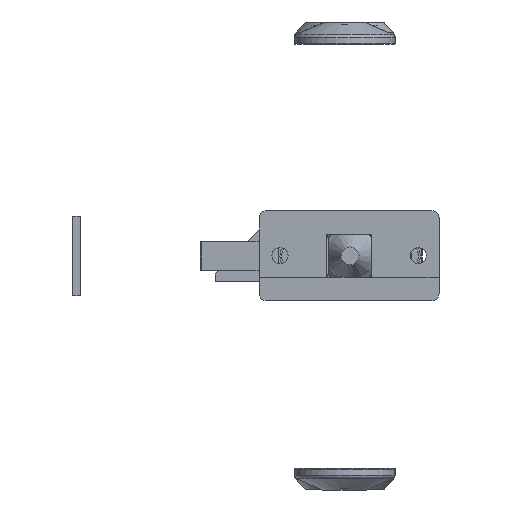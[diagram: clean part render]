
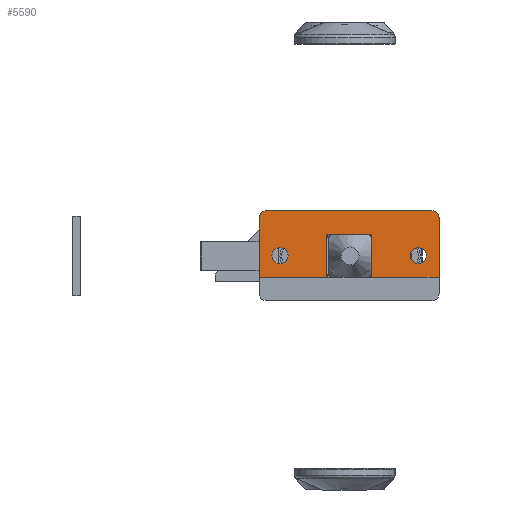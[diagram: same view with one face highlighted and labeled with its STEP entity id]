
A CAD part, front view. The second image highlights one B-rep face of the part: STEP entity #5590.
In plain terms, the highlighted face is planar.
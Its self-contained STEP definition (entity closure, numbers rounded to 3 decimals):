
#269=FACE_BOUND('',#1309,.T.);
#270=FACE_BOUND('',#1310,.T.);
#504=CIRCLE('',#6438,0.025);
#507=CIRCLE('',#6450,0.025);
#525=CIRCLE('',#6478,0.2);
#526=CIRCLE('',#6481,0.2);
#529=CIRCLE('',#6489,0.225);
#530=CIRCLE('',#6490,0.225);
#531=CIRCLE('',#6491,0.225);
#532=CIRCLE('',#6492,0.225);
#954=FACE_OUTER_BOUND('',#1308,.T.);
#1308=EDGE_LOOP('',(#4821,#4822,#4823,#4824,#4825,#4826,#4827,#4828,#4829,
#4830,#4831,#4832));
#1309=EDGE_LOOP('',(#4833,#4834));
#1310=EDGE_LOOP('',(#4835,#4836));
#1688=LINE('',#10034,#2135);
#1695=LINE('',#10082,#2142);
#1706=LINE('',#10164,#2153);
#1712=LINE('',#10177,#2159);
#1717=LINE('',#10192,#2164);
#1720=LINE('',#10200,#2167);
#1722=LINE('',#10203,#2169);
#1723=LINE('',#10204,#2170);
#2135=VECTOR('',#7888,1.);
#2142=VECTOR('',#7913,1.);
#2153=VECTOR('',#7980,1.);
#2159=VECTOR('',#7992,1.);
#2164=VECTOR('',#8011,1.);
#2167=VECTOR('',#8016,1.);
#2169=VECTOR('',#8020,1.);
#2170=VECTOR('',#8021,1.);
#2642=VERTEX_POINT('',#10024);
#2643=VERTEX_POINT('',#10026);
#2645=VERTEX_POINT('',#10032);
#2651=VERTEX_POINT('',#10079);
#2652=VERTEX_POINT('',#10081);
#2669=VERTEX_POINT('',#10161);
#2670=VERTEX_POINT('',#10163);
#2673=VERTEX_POINT('',#10171);
#2674=VERTEX_POINT('',#10175);
#2675=VERTEX_POINT('',#10179);
#2680=VERTEX_POINT('',#10197);
#2681=VERTEX_POINT('',#10199);
#2682=VERTEX_POINT('',#10205);
#2683=VERTEX_POINT('',#10206);
#2684=VERTEX_POINT('',#10209);
#2685=VERTEX_POINT('',#10210);
#3353=EDGE_CURVE('',#2642,#2643,#504,.T.);
#3357=EDGE_CURVE('',#2642,#2645,#1688,.T.);
#3369=EDGE_CURVE('',#2652,#2651,#1695,.T.);
#3371=EDGE_CURVE('',#2652,#2645,#507,.T.);
#3398=EDGE_CURVE('',#2670,#2669,#1706,.T.);
#3403=EDGE_CURVE('',#2669,#2673,#525,.T.);
#3405=EDGE_CURVE('',#2673,#2674,#1712,.T.);
#3407=EDGE_CURVE('',#2674,#2675,#526,.T.);
#3413=EDGE_CURVE('',#2651,#2670,#1717,.T.);
#3416=EDGE_CURVE('',#2681,#2680,#1720,.T.);
#3418=EDGE_CURVE('',#2675,#2681,#1722,.T.);
#3419=EDGE_CURVE('',#2680,#2643,#1723,.T.);
#3420=EDGE_CURVE('',#2682,#2683,#529,.T.);
#3421=EDGE_CURVE('',#2683,#2682,#530,.T.);
#3422=EDGE_CURVE('',#2684,#2685,#531,.T.);
#3423=EDGE_CURVE('',#2685,#2684,#532,.T.);
#4821=ORIENTED_EDGE('',*,*,#3403,.T.);
#4822=ORIENTED_EDGE('',*,*,#3405,.T.);
#4823=ORIENTED_EDGE('',*,*,#3407,.T.);
#4824=ORIENTED_EDGE('',*,*,#3418,.T.);
#4825=ORIENTED_EDGE('',*,*,#3416,.T.);
#4826=ORIENTED_EDGE('',*,*,#3419,.T.);
#4827=ORIENTED_EDGE('',*,*,#3353,.F.);
#4828=ORIENTED_EDGE('',*,*,#3357,.T.);
#4829=ORIENTED_EDGE('',*,*,#3371,.F.);
#4830=ORIENTED_EDGE('',*,*,#3369,.T.);
#4831=ORIENTED_EDGE('',*,*,#3413,.T.);
#4832=ORIENTED_EDGE('',*,*,#3398,.T.);
#4833=ORIENTED_EDGE('',*,*,#3420,.T.);
#4834=ORIENTED_EDGE('',*,*,#3421,.T.);
#4835=ORIENTED_EDGE('',*,*,#3422,.T.);
#4836=ORIENTED_EDGE('',*,*,#3423,.T.);
#5247=PLANE('',#6488);
#5590=ADVANCED_FACE('',(#954,#269,#270),#5247,.F.);
#6438=AXIS2_PLACEMENT_3D('',#10027,#7881,#7882);
#6450=AXIS2_PLACEMENT_3D('',#10085,#7917,#7918);
#6478=AXIS2_PLACEMENT_3D('',#10173,#7987,#7988);
#6481=AXIS2_PLACEMENT_3D('',#10181,#7996,#7997);
#6488=AXIS2_PLACEMENT_3D('',#10202,#8018,#8019);
#6489=AXIS2_PLACEMENT_3D('',#10207,#8022,#8023);
#6490=AXIS2_PLACEMENT_3D('',#10208,#8024,#8025);
#6491=AXIS2_PLACEMENT_3D('',#10211,#8026,#8027);
#6492=AXIS2_PLACEMENT_3D('',#10212,#8028,#8029);
#7881=DIRECTION('center_axis',(0.,0.,-1.));
#7882=DIRECTION('ref_axis',(0.707,0.707,0.));
#7888=DIRECTION('',(-1.,0.,0.));
#7913=DIRECTION('',(0.,-1.,0.));
#7917=DIRECTION('center_axis',(0.,0.,-1.));
#7918=DIRECTION('ref_axis',(-0.707,0.707,0.));
#7980=DIRECTION('',(0.,1.,0.));
#7987=DIRECTION('center_axis',(0.,0.,-1.));
#7988=DIRECTION('ref_axis',(-1.,0.,0.));
#7992=DIRECTION('',(1.,0.,0.));
#7996=DIRECTION('center_axis',(0.,0.,-1.));
#7997=DIRECTION('ref_axis',(0.,1.,0.));
#8011=DIRECTION('',(-1.,0.,0.));
#8016=DIRECTION('',(-1.,0.,0.));
#8018=DIRECTION('center_axis',(0.,0.,1.));
#8019=DIRECTION('ref_axis',(1.,0.,0.));
#8020=DIRECTION('',(0.,-1.,0.));
#8021=DIRECTION('',(0.,1.,0.));
#8022=DIRECTION('center_axis',(0.,0.,1.));
#8023=DIRECTION('ref_axis',(1.,0.,0.));
#8024=DIRECTION('center_axis',(0.,0.,1.));
#8025=DIRECTION('ref_axis',(1.,0.,0.));
#8026=DIRECTION('center_axis',(0.,0.,1.));
#8027=DIRECTION('ref_axis',(1.,0.,0.));
#8028=DIRECTION('center_axis',(0.,0.,1.));
#8029=DIRECTION('ref_axis',(1.,0.,0.));
#10024=CARTESIAN_POINT('',(0.595,0.6,-0.3));
#10026=CARTESIAN_POINT('',(0.62,0.575,-0.3));
#10027=CARTESIAN_POINT('Origin',(0.595,0.575,-0.3));
#10032=CARTESIAN_POINT('',(-0.595,0.6,-0.3));
#10034=CARTESIAN_POINT('',(0.62,0.6,-0.3));
#10079=CARTESIAN_POINT('',(-0.62,-0.6,-0.3));
#10081=CARTESIAN_POINT('',(-0.62,0.575,-0.3));
#10082=CARTESIAN_POINT('',(-0.62,0.6,-0.3));
#10085=CARTESIAN_POINT('Origin',(-0.595,0.575,-0.3));
#10161=CARTESIAN_POINT('',(-2.5,1.05,-0.3));
#10163=CARTESIAN_POINT('',(-2.5,-0.6,-0.3));
#10164=CARTESIAN_POINT('',(-2.5,-0.6,-0.3));
#10171=CARTESIAN_POINT('',(-2.3,1.25,-0.3));
#10173=CARTESIAN_POINT('Origin',(-2.3,1.05,-0.3));
#10175=CARTESIAN_POINT('',(2.3,1.25,-0.3));
#10177=CARTESIAN_POINT('',(-2.3,1.25,-0.3));
#10179=CARTESIAN_POINT('',(2.5,1.05,-0.3));
#10181=CARTESIAN_POINT('Origin',(2.3,1.05,-0.3));
#10192=CARTESIAN_POINT('',(-0.62,-0.6,-0.3));
#10197=CARTESIAN_POINT('',(0.62,-0.6,-0.3));
#10199=CARTESIAN_POINT('',(2.5,-0.6,-0.3));
#10200=CARTESIAN_POINT('',(2.5,-0.6,-0.3));
#10202=CARTESIAN_POINT('Origin',(0.,0.351,
-0.3));
#10203=CARTESIAN_POINT('',(2.5,1.05,-0.3));
#10204=CARTESIAN_POINT('',(0.62,-0.6,-0.3));
#10205=CARTESIAN_POINT('',(1.695,0.,-0.3));
#10206=CARTESIAN_POINT('',(2.145,0.,-0.3));
#10207=CARTESIAN_POINT('Origin',(1.92,0.,-0.3));
#10208=CARTESIAN_POINT('Origin',(1.92,0.,-0.3));
#10209=CARTESIAN_POINT('',(-2.145,0.,-0.3));
#10210=CARTESIAN_POINT('',(-1.695,0.,-0.3));
#10211=CARTESIAN_POINT('Origin',(-1.92,0.,-0.3));
#10212=CARTESIAN_POINT('Origin',(-1.92,0.,-0.3));
